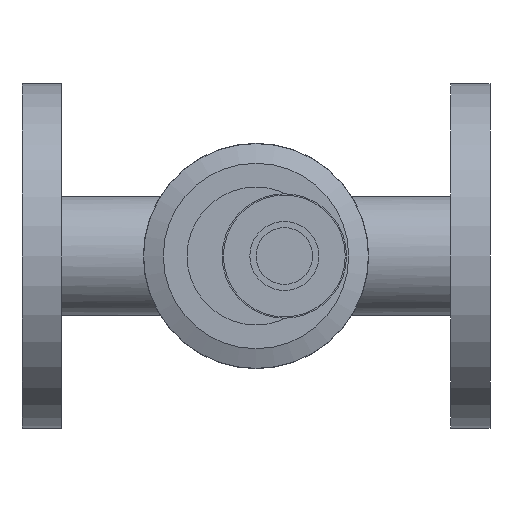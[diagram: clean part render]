
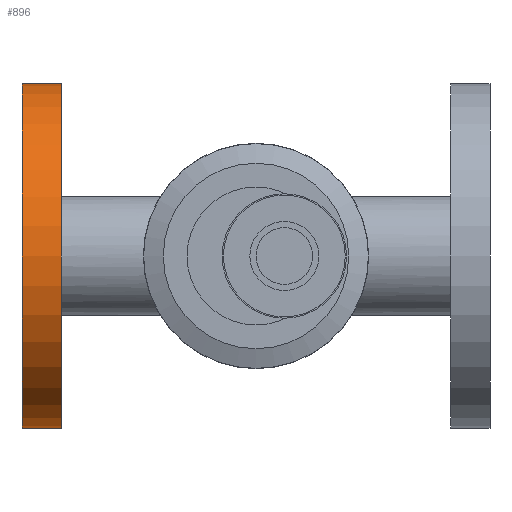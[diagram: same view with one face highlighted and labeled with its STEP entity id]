
A CAD part, left-side view. The second image highlights one B-rep face of the part: STEP entity #896.
In plain terms, the highlighted cylindrical face has radius 70 mm (diameter 140 mm), a full revolution.
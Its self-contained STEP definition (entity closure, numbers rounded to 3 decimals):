
#118=FACE_OUTER_BOUND('',#187,.T.);
#187=EDGE_LOOP('',(#717,#718,#719,#720));
#266=LINE('',#1683,#302);
#302=VECTOR('',#1264,70.);
#367=CIRCLE('',#1027,70.);
#368=CIRCLE('',#1029,70.);
#443=VERTEX_POINT('',#1678);
#444=VERTEX_POINT('',#1681);
#546=EDGE_CURVE('',#443,#443,#367,.T.);
#547=EDGE_CURVE('',#444,#444,#368,.T.);
#548=EDGE_CURVE('',#444,#443,#266,.T.);
#717=ORIENTED_EDGE('',*,*,#547,.F.);
#718=ORIENTED_EDGE('',*,*,#548,.T.);
#719=ORIENTED_EDGE('',*,*,#546,.T.);
#720=ORIENTED_EDGE('',*,*,#548,.F.);
#856=CYLINDRICAL_SURFACE('',#1028,70.);
#896=ADVANCED_FACE('',(#118),#856,.T.);
#1027=AXIS2_PLACEMENT_3D('',#1679,#1258,#1259);
#1028=AXIS2_PLACEMENT_3D('',#1680,#1260,#1261);
#1029=AXIS2_PLACEMENT_3D('',#1682,#1262,#1263);
#1258=DIRECTION('center_axis',(0.,-1.,0.));
#1259=DIRECTION('ref_axis',(1.,0.,0.));
#1260=DIRECTION('center_axis',(0.,-1.,0.));
#1261=DIRECTION('ref_axis',(-1.,0.,0.));
#1262=DIRECTION('center_axis',(0.,-1.,0.));
#1263=DIRECTION('ref_axis',(1.,0.,0.));
#1264=DIRECTION('',(0.,1.,0.));
#1678=CARTESIAN_POINT('',(2216.451,95.,0.));
#1679=CARTESIAN_POINT('Origin',(2146.451,95.,0.));
#1680=CARTESIAN_POINT('Origin',(2146.451,87.,0.));
#1681=CARTESIAN_POINT('',(2216.451,79.,0.));
#1682=CARTESIAN_POINT('Origin',(2146.451,79.,0.));
#1683=CARTESIAN_POINT('',(2216.451,87.,0.));
